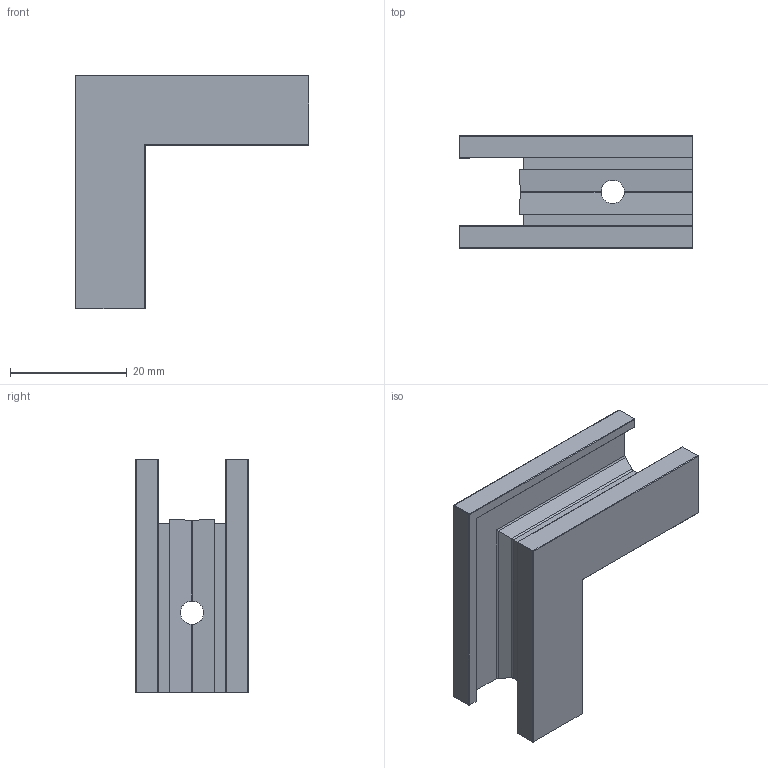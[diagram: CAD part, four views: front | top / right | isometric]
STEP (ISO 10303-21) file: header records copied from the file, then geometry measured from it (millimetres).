
FILE_DESCRIPTION(/* description */ (''),/* implementation_level */ '2;1');
FILE_NAME(/* name */ 'NT0010.step',/* time_stamp */ '2026-03-02T13:14:57+01:00',/* author */ (''),/* organization */ (''),/* preprocessor_version */ 'ST-DEVELOPER v20.1',/* originating_system */ 'Autodesk Translation Framework v14.24.0.0',/* authorisation */ '');
FILE_SCHEMA (('AUTOMOTIVE_DESIGN { 1 0 10303 214 3 1 1 }'));
Length unit declared in the file: millimetre
Products named in the file (1): NT0010
Bounding box: 40.09 x 19.3 x 40.09 mm (x, y, z)
Volume: 4118.9 mm3; surface area: 6972.7 mm2
Topology: 1 solids, 1 shells, 116 faces, 309 edges, 193 vertices
Faces by surface type: plane 74, cylinder 42
Full cylindrical faces by diameter (mm): 4 x2
Entity records: 3625 total; most frequent: DIRECTION 625, CARTESIAN_POINT 619, ORIENTED_EDGE 618, EDGE_CURVE 309, LINE 227, VECTOR 227, AXIS2_PLACEMENT_3D 199, VERTEX_POINT 193
